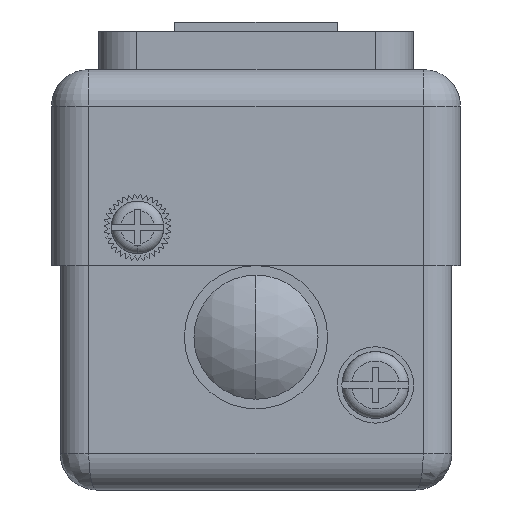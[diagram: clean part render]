
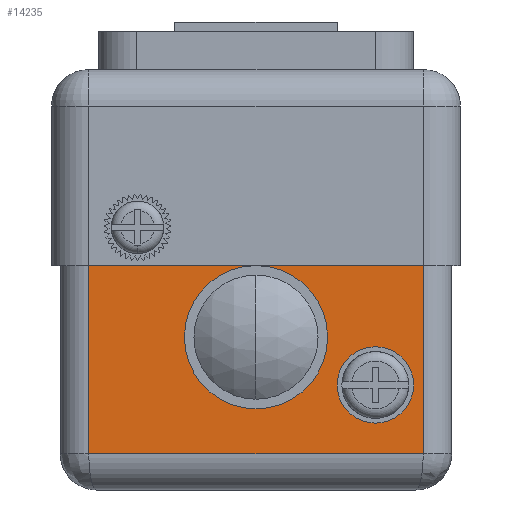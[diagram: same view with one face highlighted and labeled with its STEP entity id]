
A CAD part, front view. The second image highlights one B-rep face of the part: STEP entity #14235.
In plain terms, the highlighted planar face has unit normal (0, -1, 0).
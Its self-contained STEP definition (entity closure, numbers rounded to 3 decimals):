
#306 = CARTESIAN_POINT ( 'NONE',  ( 17.5, -39.5, 29. ) ) ;
#1325 = CARTESIAN_POINT ( 'NONE',  ( -17.5, -39.5, 29. ) ) ;
#1555 = CARTESIAN_POINT ( 'NONE',  ( 17.5, -39.5, 3.8 ) ) ;
#2700 = FACE_BOUND ( 'NONE', #5779, .T. ) ;
#2757 = VECTOR ( 'NONE', #10336, 1000. ) ;
#2932 = DIRECTION ( 'NONE',  ( 1., 0., 0. ) ) ;
#3109 = FACE_BOUND ( 'NONE', #13183, .T. ) ;
#3274 = AXIS2_PLACEMENT_3D ( 'NONE', #3769, #8006, #17592 ) ;
#3304 = VERTEX_POINT ( 'NONE', #12383 ) ;
#3769 = CARTESIAN_POINT ( 'NONE',  ( -17.5, -39.5, 0.8 ) ) ;
#3895 = CIRCLE ( 'NONE', #13858, 7.5 ) ;
#3978 = EDGE_CURVE ( 'NONE', #12172, #12092, #15595, .T. ) ;
#4141 = ORIENTED_EDGE ( 'NONE', *, *, #9836, .F. ) ;
#4498 = DIRECTION ( 'NONE',  ( 0., -1., 0. ) ) ;
#4577 = CARTESIAN_POINT ( 'NONE',  ( -17.5, -39.5, 3.8 ) ) ;
#4610 = CARTESIAN_POINT ( 'NONE',  ( 8.5, -39.5, 11. ) ) ;
#4834 = VERTEX_POINT ( 'NONE', #5976 ) ;
#4919 = LINE ( 'NONE', #7363, #16297 ) ;
#5033 = ORIENTED_EDGE ( 'NONE', *, *, #7551, .F. ) ;
#5370 = EDGE_CURVE ( 'NONE', #11534, #10976, #15973, .T. ) ;
#5419 = DIRECTION ( 'NONE',  ( 1., 0., 0. ) ) ;
#5779 = EDGE_LOOP ( 'NONE', ( #9076, #13746 ) ) ;
#5871 = CARTESIAN_POINT ( 'NONE',  ( 0., -39.5, 16. ) ) ;
#5976 = CARTESIAN_POINT ( 'NONE',  ( 0., -39.5, 23.5 ) ) ;
#6027 = CARTESIAN_POINT ( 'NONE',  ( -17.5, -39.5, 29. ) ) ;
#6360 = VERTEX_POINT ( 'NONE', #14655 ) ;
#6365 = FACE_OUTER_BOUND ( 'NONE', #13624, .T. ) ;
#6661 = VERTEX_POINT ( 'NONE', #4577 ) ;
#6863 = LINE ( 'NONE', #7614, #2757 ) ;
#7193 = EDGE_CURVE ( 'NONE', #4834, #6360, #8024, .T. ) ;
#7282 = DIRECTION ( 'NONE',  ( -1., 0., 0. ) ) ;
#7363 = CARTESIAN_POINT ( 'NONE',  ( 17.5, -39.5, 0.8 ) ) ;
#7534 = DIRECTION ( 'NONE',  ( 0., -1., 0. ) ) ;
#7551 = EDGE_CURVE ( 'NONE', #12092, #12172, #9704, .T. ) ;
#7614 = CARTESIAN_POINT ( 'NONE',  ( -17.5, -39.5, 0.8 ) ) ;
#7692 = AXIS2_PLACEMENT_3D ( 'NONE', #15713, #7534, #17109 ) ;
#7794 = CARTESIAN_POINT ( 'NONE',  ( 12.5, -39.5, 11. ) ) ;
#8006 = DIRECTION ( 'NONE',  ( 0., 1., 0. ) ) ;
#8024 = CIRCLE ( 'NONE', #16604, 7.5 ) ;
#8998 = ORIENTED_EDGE ( 'NONE', *, *, #10281, .T. ) ;
#9076 = ORIENTED_EDGE ( 'NONE', *, *, #7193, .F. ) ;
#9142 = DIRECTION ( 'NONE',  ( -1., 0., 0. ) ) ;
#9704 = CIRCLE ( 'NONE', #7692, 4. ) ;
#9836 = EDGE_CURVE ( 'NONE', #10976, #3304, #4919, .T. ) ;
#9953 = EDGE_CURVE ( 'NONE', #11534, #6661, #6863, .T. ) ;
#10281 = EDGE_CURVE ( 'NONE', #6661, #3304, #16513, .T. ) ;
#10336 = DIRECTION ( 'NONE',  ( 0., 0., -1. ) ) ;
#10674 = AXIS2_PLACEMENT_3D ( 'NONE', #7794, #17374, #9142 ) ;
#10976 = VERTEX_POINT ( 'NONE', #306 ) ;
#11534 = VERTEX_POINT ( 'NONE', #6027 ) ;
#12092 = VERTEX_POINT ( 'NONE', #15703 ) ;
#12172 = VERTEX_POINT ( 'NONE', #4610 ) ;
#12383 = CARTESIAN_POINT ( 'NONE',  ( 17.5, -39.5, 3.8 ) ) ;
#12393 = VECTOR ( 'NONE', #2932, 1000. ) ;
#12688 = CARTESIAN_POINT ( 'NONE',  ( 0., -39.5, 16. ) ) ;
#12715 = VECTOR ( 'NONE', #5419, 1000. ) ;
#13183 = EDGE_LOOP ( 'NONE', ( #15873, #5033 ) ) ;
#13301 = ORIENTED_EDGE ( 'NONE', *, *, #5370, .F. ) ;
#13429 = PLANE ( 'NONE',  #3274 ) ;
#13624 = EDGE_LOOP ( 'NONE', ( #16671, #8998, #4141, #13301 ) ) ;
#13746 = ORIENTED_EDGE ( 'NONE', *, *, #16097, .F. ) ;
#13858 = AXIS2_PLACEMENT_3D ( 'NONE', #5871, #15455, #7282 ) ;
#14082 = DIRECTION ( 'NONE',  ( -1., 0., 0. ) ) ;
#14235 = ADVANCED_FACE ( 'NONE', ( #2700, #6365, #3109 ), #13429, .F. ) ;
#14655 = CARTESIAN_POINT ( 'NONE',  ( 0., -39.5, 8.5 ) ) ;
#15455 = DIRECTION ( 'NONE',  ( 0., -1., 0. ) ) ;
#15595 = CIRCLE ( 'NONE', #10674, 4. ) ;
#15703 = CARTESIAN_POINT ( 'NONE',  ( 16.5, -39.5, 11. ) ) ;
#15713 = CARTESIAN_POINT ( 'NONE',  ( 12.5, -39.5, 11. ) ) ;
#15873 = ORIENTED_EDGE ( 'NONE', *, *, #3978, .F. ) ;
#15973 = LINE ( 'NONE', #1325, #12715 ) ;
#16097 = EDGE_CURVE ( 'NONE', #6360, #4834, #3895, .T. ) ;
#16297 = VECTOR ( 'NONE', #16949, 1000. ) ;
#16513 = LINE ( 'NONE', #1555, #12393 ) ;
#16604 = AXIS2_PLACEMENT_3D ( 'NONE', #12688, #4498, #14082 ) ;
#16671 = ORIENTED_EDGE ( 'NONE', *, *, #9953, .T. ) ;
#16949 = DIRECTION ( 'NONE',  ( 0., 0., -1. ) ) ;
#17109 = DIRECTION ( 'NONE',  ( -1., 0., 0. ) ) ;
#17374 = DIRECTION ( 'NONE',  ( 0., -1., 0. ) ) ;
#17592 = DIRECTION ( 'NONE',  ( -1., 0., 0. ) ) ;
